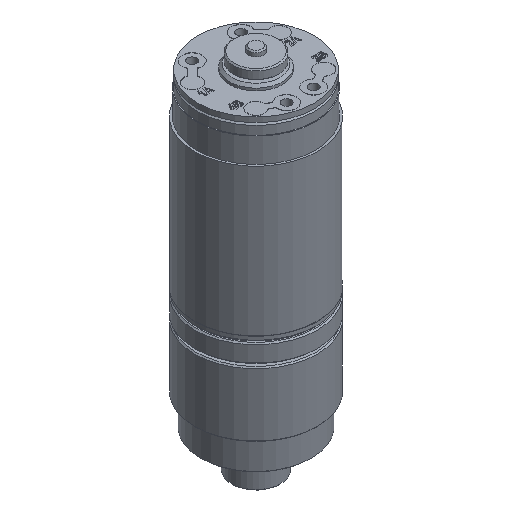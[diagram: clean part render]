
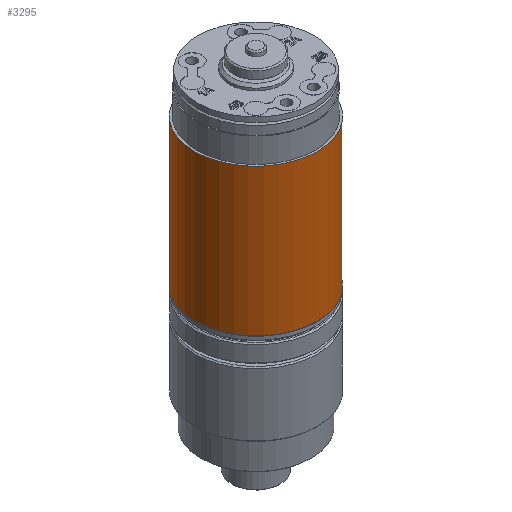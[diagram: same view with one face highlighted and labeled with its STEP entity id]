
A CAD part, isometric view. The second image highlights one B-rep face of the part: STEP entity #3295.
In plain terms, the highlighted cylindrical face has radius 5 mm (diameter 10 mm), a full revolution.
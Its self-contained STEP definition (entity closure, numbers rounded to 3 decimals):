
#629=CYLINDRICAL_SURFACE('',#3543,5.);
#789=FACE_BOUND('',#1223,.T.);
#984=FACE_OUTER_BOUND('',#1222,.T.);
#1222=EDGE_LOOP('',(#2849));
#1223=EDGE_LOOP('',(#2850));
#1367=CIRCLE('',#3542,5.);
#1368=CIRCLE('',#3544,5.);
#1660=VERTEX_POINT('',#6855);
#1661=VERTEX_POINT('',#6858);
#2070=EDGE_CURVE('',#1660,#1660,#1367,.T.);
#2071=EDGE_CURVE('',#1661,#1661,#1368,.T.);
#2849=ORIENTED_EDGE('',*,*,#2071,.F.);
#2850=ORIENTED_EDGE('',*,*,#2070,.T.);
#3295=ADVANCED_FACE('',(#984,#789),#629,.T.);
#3542=AXIS2_PLACEMENT_3D('',#6856,#4280,#4281);
#3543=AXIS2_PLACEMENT_3D('',#6857,#4282,#4283);
#3544=AXIS2_PLACEMENT_3D('',#6859,#4284,#4285);
#4280=DIRECTION('center_axis',(0.,0.,
1.));
#4281=DIRECTION('ref_axis',(0.,-1.,0.));
#4282=DIRECTION('center_axis',(0.,0.,
1.));
#4283=DIRECTION('ref_axis',(0.,-1.,0.));
#4284=DIRECTION('center_axis',(0.,0.,
1.));
#4285=DIRECTION('ref_axis',(0.,-1.,0.));
#6855=CARTESIAN_POINT('',(0.,-5.,10.));
#6856=CARTESIAN_POINT('Origin',(0.,0.,
10.));
#6857=CARTESIAN_POINT('Origin',(0.,0.,
16.));
#6858=CARTESIAN_POINT('',(0.,-5.,22.));
#6859=CARTESIAN_POINT('Origin',(0.,0.,
22.));
